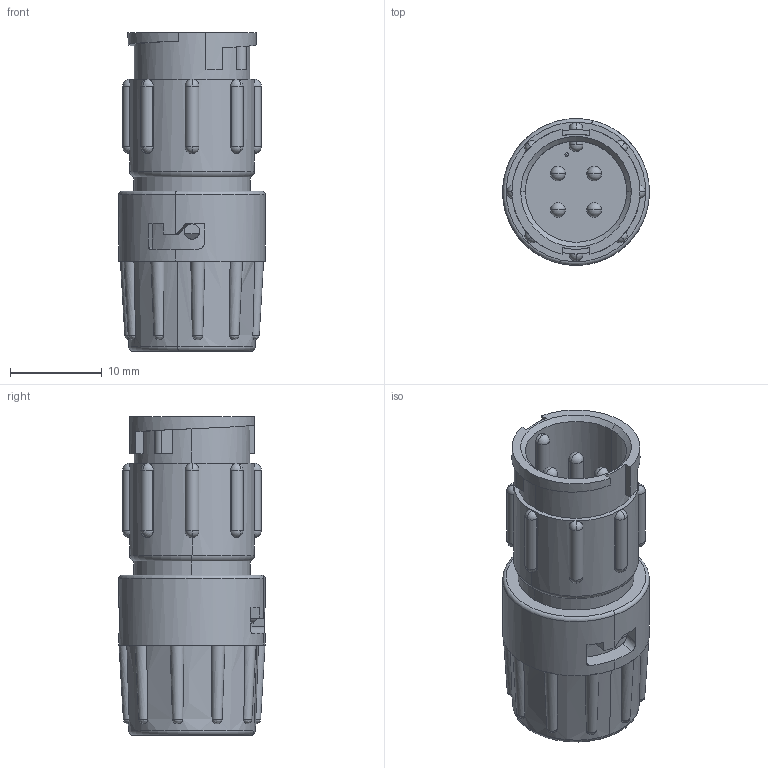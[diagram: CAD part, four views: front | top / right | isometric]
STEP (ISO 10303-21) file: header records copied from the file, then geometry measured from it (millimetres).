
FILE_DESCRIPTION (( 'STEP AP203' ), '1' );
FILE_NAME ('8382-4PG-3XX.STEP', '2021-07-01T18:51:56', ( '' ), ( '' ), 'SwSTEP 2.0', 'SolidWorks 2020', '' );
FILE_SCHEMA (( 'CONFIG_CONTROL_DESIGN' ));
Length unit declared in the file: millimetre
Products named in the file (1): 8382-4PG-3XX
Bounding box: 16 x 16 x 34.78 mm (x, y, z)
Volume: 4764.8 mm3; surface area: 2622.1 mm2
Topology: 1 solids, 1 shells, 191 faces, 560 edges, 339 vertices
Faces by surface type: cylinder 64, plane 53, sphere 42, bspline 22, torus 6, cone 4
Entity records: 10171 total; most frequent: CARTESIAN_POINT 5569, ORIENTED_EDGE 1010, DIRECTION 902, EDGE_CURVE 505, AXIS2_PLACEMENT_3D 380, VERTEX_POINT 326, CIRCLE 210, EDGE_LOOP 201
